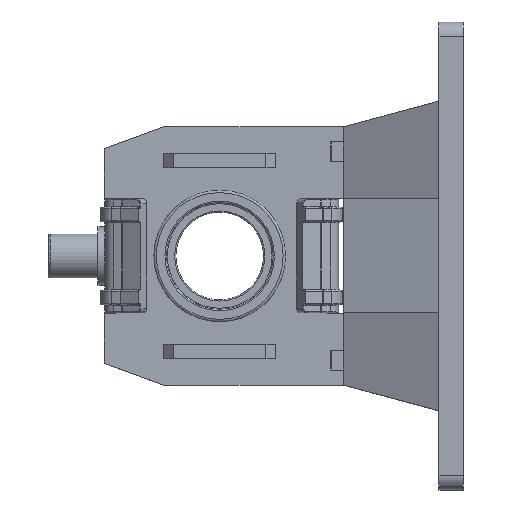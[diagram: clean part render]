
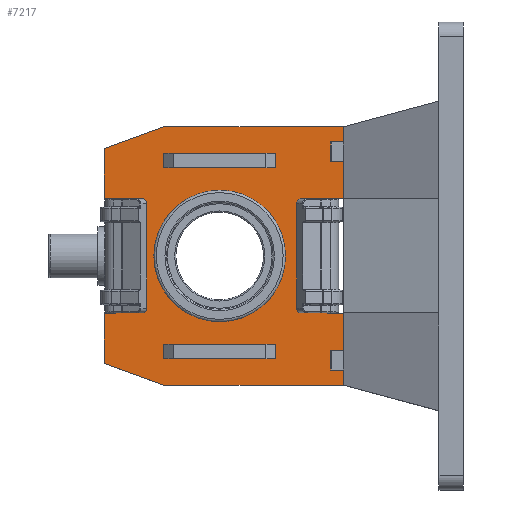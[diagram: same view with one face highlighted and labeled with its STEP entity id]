
A CAD part, top view. The second image highlights one B-rep face of the part: STEP entity #7217.
In plain terms, the highlighted planar face has unit normal (0, 0, 1).
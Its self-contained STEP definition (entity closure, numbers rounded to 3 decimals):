
#201=LINE('',#11366,#813);
#202=LINE('',#11368,#814);
#203=LINE('',#11370,#815);
#204=LINE('',#11372,#816);
#205=LINE('',#11374,#817);
#206=LINE('',#11376,#818);
#207=LINE('',#11378,#819);
#208=LINE('',#11380,#820);
#209=LINE('',#11382,#821);
#210=LINE('',#11384,#822);
#211=LINE('',#11386,#823);
#212=LINE('',#11388,#824);
#213=LINE('',#11390,#825);
#214=LINE('',#11392,#826);
#215=LINE('',#11394,#827);
#216=LINE('',#11396,#828);
#217=LINE('',#11398,#829);
#218=LINE('',#11400,#830);
#219=LINE('',#11402,#831);
#220=LINE('',#11404,#832);
#221=LINE('',#11406,#833);
#222=LINE('',#11408,#834);
#223=LINE('',#11410,#835);
#224=LINE('',#11412,#836);
#225=LINE('',#11414,#837);
#226=LINE('',#11415,#838);
#227=LINE('',#11418,#839);
#228=LINE('',#11420,#840);
#229=LINE('',#11422,#841);
#230=LINE('',#11423,#842);
#231=LINE('',#11426,#843);
#232=LINE('',#11428,#844);
#233=LINE('',#11430,#845);
#234=LINE('',#11431,#846);
#813=VECTOR('',#8793,1000.);
#814=VECTOR('',#8794,1000.);
#815=VECTOR('',#8795,1000.);
#816=VECTOR('',#8796,1000.);
#817=VECTOR('',#8797,1000.);
#818=VECTOR('',#8798,1000.);
#819=VECTOR('',#8799,1000.);
#820=VECTOR('',#8800,1000.);
#821=VECTOR('',#8801,1000.);
#822=VECTOR('',#8802,1000.);
#823=VECTOR('',#8803,1000.);
#824=VECTOR('',#8804,1000.);
#825=VECTOR('',#8805,1000.);
#826=VECTOR('',#8806,1000.);
#827=VECTOR('',#8807,1000.);
#828=VECTOR('',#8808,1000.);
#829=VECTOR('',#8809,1000.);
#830=VECTOR('',#8810,1000.);
#831=VECTOR('',#8811,1000.);
#832=VECTOR('',#8812,1000.);
#833=VECTOR('',#8813,1000.);
#834=VECTOR('',#8814,1000.);
#835=VECTOR('',#8815,1000.);
#836=VECTOR('',#8816,1000.);
#837=VECTOR('',#8817,1000.);
#838=VECTOR('',#8818,1000.);
#839=VECTOR('',#8819,1000.);
#840=VECTOR('',#8820,1000.);
#841=VECTOR('',#8821,1000.);
#842=VECTOR('',#8822,1000.);
#843=VECTOR('',#8823,1000.);
#844=VECTOR('',#8824,1000.);
#845=VECTOR('',#8825,1000.);
#846=VECTOR('',#8826,1000.);
#1392=PLANE('',#7779);
#1572=FACE_BOUND('',#2089,.T.);
#1573=FACE_BOUND('',#2090,.T.);
#1574=FACE_BOUND('',#2091,.T.);
#1611=FACE_OUTER_BOUND('',#2088,.T.);
#2088=EDGE_LOOP('',(#4871,#4872,#4873,#4874,#4875,#4876,#4877,#4878,#4879,
#4880,#4881,#4882,#4883,#4884,#4885,#4886,#4887,#4888,#4889,#4890,#4891,
#4892,#4893,#4894,#4895,#4896));
#2089=EDGE_LOOP('',(#4897,#4898,#4899,#4900));
#2090=EDGE_LOOP('',(#4901));
#2091=EDGE_LOOP('',(#4902,#4903,#4904,#4905));
#2593=CIRCLE('',#7774,11.386);
#3069=VERTEX_POINT('',#11287);
#3106=VERTEX_POINT('',#11364);
#3107=VERTEX_POINT('',#11365);
#3108=VERTEX_POINT('',#11367);
#3109=VERTEX_POINT('',#11369);
#3110=VERTEX_POINT('',#11371);
#3111=VERTEX_POINT('',#11373);
#3112=VERTEX_POINT('',#11375);
#3113=VERTEX_POINT('',#11377);
#3114=VERTEX_POINT('',#11379);
#3115=VERTEX_POINT('',#11381);
#3116=VERTEX_POINT('',#11383);
#3117=VERTEX_POINT('',#11385);
#3118=VERTEX_POINT('',#11387);
#3119=VERTEX_POINT('',#11389);
#3120=VERTEX_POINT('',#11391);
#3121=VERTEX_POINT('',#11393);
#3122=VERTEX_POINT('',#11395);
#3123=VERTEX_POINT('',#11397);
#3124=VERTEX_POINT('',#11399);
#3125=VERTEX_POINT('',#11401);
#3126=VERTEX_POINT('',#11403);
#3127=VERTEX_POINT('',#11405);
#3128=VERTEX_POINT('',#11407);
#3129=VERTEX_POINT('',#11409);
#3130=VERTEX_POINT('',#11411);
#3131=VERTEX_POINT('',#11413);
#3132=VERTEX_POINT('',#11416);
#3133=VERTEX_POINT('',#11417);
#3134=VERTEX_POINT('',#11419);
#3135=VERTEX_POINT('',#11421);
#3136=VERTEX_POINT('',#11424);
#3137=VERTEX_POINT('',#11425);
#3138=VERTEX_POINT('',#11427);
#3139=VERTEX_POINT('',#11429);
#3737=EDGE_CURVE('',#3069,#3069,#2593,.T.);
#3774=EDGE_CURVE('',#3106,#3107,#201,.T.);
#3775=EDGE_CURVE('',#3108,#3107,#202,.T.);
#3776=EDGE_CURVE('',#3109,#3108,#203,.T.);
#3777=EDGE_CURVE('',#3110,#3109,#204,.T.);
#3778=EDGE_CURVE('',#3110,#3111,#205,.T.);
#3779=EDGE_CURVE('',#3111,#3112,#206,.T.);
#3780=EDGE_CURVE('',#3113,#3112,#207,.T.);
#3781=EDGE_CURVE('',#3114,#3113,#208,.T.);
#3782=EDGE_CURVE('',#3115,#3114,#209,.T.);
#3783=EDGE_CURVE('',#3115,#3116,#210,.T.);
#3784=EDGE_CURVE('',#3116,#3117,#211,.T.);
#3785=EDGE_CURVE('',#3117,#3118,#212,.T.);
#3786=EDGE_CURVE('',#3118,#3119,#213,.T.);
#3787=EDGE_CURVE('',#3119,#3120,#214,.T.);
#3788=EDGE_CURVE('',#3121,#3120,#215,.T.);
#3789=EDGE_CURVE('',#3122,#3121,#216,.T.);
#3790=EDGE_CURVE('',#3123,#3122,#217,.T.);
#3791=EDGE_CURVE('',#3123,#3124,#218,.T.);
#3792=EDGE_CURVE('',#3124,#3125,#219,.T.);
#3793=EDGE_CURVE('',#3125,#3126,#220,.T.);
#3794=EDGE_CURVE('',#3126,#3127,#221,.T.);
#3795=EDGE_CURVE('',#3127,#3128,#222,.T.);
#3796=EDGE_CURVE('',#3128,#3129,#223,.T.);
#3797=EDGE_CURVE('',#3129,#3130,#224,.T.);
#3798=EDGE_CURVE('',#3130,#3131,#225,.T.);
#3799=EDGE_CURVE('',#3131,#3106,#226,.T.);
#3800=EDGE_CURVE('',#3132,#3133,#227,.T.);
#3801=EDGE_CURVE('',#3133,#3134,#228,.T.);
#3802=EDGE_CURVE('',#3135,#3134,#229,.T.);
#3803=EDGE_CURVE('',#3135,#3132,#230,.T.);
#3804=EDGE_CURVE('',#3136,#3137,#231,.T.);
#3805=EDGE_CURVE('',#3138,#3137,#232,.T.);
#3806=EDGE_CURVE('',#3138,#3139,#233,.T.);
#3807=EDGE_CURVE('',#3139,#3136,#234,.T.);
#4871=ORIENTED_EDGE('',*,*,#3774,.T.);
#4872=ORIENTED_EDGE('',*,*,#3775,.F.);
#4873=ORIENTED_EDGE('',*,*,#3776,.F.);
#4874=ORIENTED_EDGE('',*,*,#3777,.F.);
#4875=ORIENTED_EDGE('',*,*,#3778,.T.);
#4876=ORIENTED_EDGE('',*,*,#3779,.T.);
#4877=ORIENTED_EDGE('',*,*,#3780,.F.);
#4878=ORIENTED_EDGE('',*,*,#3781,.F.);
#4879=ORIENTED_EDGE('',*,*,#3782,.F.);
#4880=ORIENTED_EDGE('',*,*,#3783,.T.);
#4881=ORIENTED_EDGE('',*,*,#3784,.T.);
#4882=ORIENTED_EDGE('',*,*,#3785,.T.);
#4883=ORIENTED_EDGE('',*,*,#3786,.T.);
#4884=ORIENTED_EDGE('',*,*,#3787,.T.);
#4885=ORIENTED_EDGE('',*,*,#3788,.F.);
#4886=ORIENTED_EDGE('',*,*,#3789,.F.);
#4887=ORIENTED_EDGE('',*,*,#3790,.F.);
#4888=ORIENTED_EDGE('',*,*,#3791,.T.);
#4889=ORIENTED_EDGE('',*,*,#3792,.T.);
#4890=ORIENTED_EDGE('',*,*,#3793,.T.);
#4891=ORIENTED_EDGE('',*,*,#3794,.T.);
#4892=ORIENTED_EDGE('',*,*,#3795,.T.);
#4893=ORIENTED_EDGE('',*,*,#3796,.T.);
#4894=ORIENTED_EDGE('',*,*,#3797,.T.);
#4895=ORIENTED_EDGE('',*,*,#3798,.T.);
#4896=ORIENTED_EDGE('',*,*,#3799,.T.);
#4897=ORIENTED_EDGE('',*,*,#3800,.T.);
#4898=ORIENTED_EDGE('',*,*,#3801,.T.);
#4899=ORIENTED_EDGE('',*,*,#3802,.F.);
#4900=ORIENTED_EDGE('',*,*,#3803,.T.);
#4901=ORIENTED_EDGE('',*,*,#3737,.F.);
#4902=ORIENTED_EDGE('',*,*,#3804,.T.);
#4903=ORIENTED_EDGE('',*,*,#3805,.F.);
#4904=ORIENTED_EDGE('',*,*,#3806,.T.);
#4905=ORIENTED_EDGE('',*,*,#3807,.T.);
#7217=ADVANCED_FACE('',(#1611,#1572,#1573,#1574),#1392,.F.);
#7774=AXIS2_PLACEMENT_3D('',#11288,#8747,#8748);
#7779=AXIS2_PLACEMENT_3D('',#11363,#8791,#8792);
#8747=DIRECTION('center_axis',(0.,0.,1.));
#8748=DIRECTION('ref_axis',(1.,0.,0.));
#8791=DIRECTION('center_axis',(0.,0.,-1.));
#8792=DIRECTION('ref_axis',(-1.,0.,0.));
#8793=DIRECTION('',(0.,1.,0.));
#8794=DIRECTION('',(1.,0.,0.));
#8795=DIRECTION('',(0.,-1.,0.));
#8796=DIRECTION('',(-1.,0.,0.));
#8797=DIRECTION('',(0.,1.,0.));
#8798=DIRECTION('',(-0.707,0.707,0.));
#8799=DIRECTION('',(1.,0.,0.));
#8800=DIRECTION('',(0.,-1.,0.));
#8801=DIRECTION('',(-1.,0.,0.));
#8802=DIRECTION('',(0.707,0.707,0.));
#8803=DIRECTION('',(0.,1.,0.));
#8804=DIRECTION('',(-1.,0.,0.));
#8805=DIRECTION('',(-0.94,-0.342,0.));
#8806=DIRECTION('',(0.,-1.,0.));
#8807=DIRECTION('',(-1.,0.,0.));
#8808=DIRECTION('',(0.,1.,0.));
#8809=DIRECTION('',(1.,0.,0.));
#8810=DIRECTION('',(0.,-1.,0.));
#8811=DIRECTION('',(0.94,-0.342,0.));
#8812=DIRECTION('',(1.,0.,0.));
#8813=DIRECTION('',(0.,1.,0.));
#8814=DIRECTION('',(-0.707,0.707,0.));
#8815=DIRECTION('',(-1.,0.,0.));
#8816=DIRECTION('',(0.,1.,0.));
#8817=DIRECTION('',(1.,0.,0.));
#8818=DIRECTION('',(0.707,0.707,0.));
#8819=DIRECTION('',(-1.,0.,0.));
#8820=DIRECTION('',(0.,1.,0.));
#8821=DIRECTION('',(-1.,0.,0.));
#8822=DIRECTION('',(0.,-1.,0.));
#8823=DIRECTION('',(0.,-1.,0.));
#8824=DIRECTION('',(1.,0.,0.));
#8825=DIRECTION('',(0.,1.,0.));
#8826=DIRECTION('',(1.,0.,0.));
#11287=CARTESIAN_POINT('',(11.386,0.,2.6));
#11288=CARTESIAN_POINT('Origin',(0.,0.,2.6));
#11363=CARTESIAN_POINT('Origin',(25.4,26.5,2.6));
#11364=CARTESIAN_POINT('',(25.4,-19.1,2.6));
#11365=CARTESIAN_POINT('',(25.4,-11.8,2.6));
#11366=CARTESIAN_POINT('',(25.4,-26.5,2.6));
#11367=CARTESIAN_POINT('',(22.1,-11.8,2.6));
#11368=CARTESIAN_POINT('',(25.4,-11.8,2.6));
#11369=CARTESIAN_POINT('',(22.1,11.8,2.6));
#11370=CARTESIAN_POINT('',(22.1,11.8,2.6));
#11371=CARTESIAN_POINT('',(25.4,11.8,2.6));
#11372=CARTESIAN_POINT('',(25.4,11.8,2.6));
#11373=CARTESIAN_POINT('',(25.4,19.1,2.6));
#11374=CARTESIAN_POINT('',(25.4,-26.5,2.6));
#11375=CARTESIAN_POINT('',(25.1,19.4,2.6));
#11376=CARTESIAN_POINT('',(25.4,19.1,2.6));
#11377=CARTESIAN_POINT('',(22.8,19.4,2.6));
#11378=CARTESIAN_POINT('',(25.4,19.4,2.6));
#11379=CARTESIAN_POINT('',(22.8,23.4,2.6));
#11380=CARTESIAN_POINT('',(22.8,23.4,2.6));
#11381=CARTESIAN_POINT('',(25.1,23.4,2.6));
#11382=CARTESIAN_POINT('',(25.4,23.4,2.6));
#11383=CARTESIAN_POINT('',(25.4,23.7,2.6));
#11384=CARTESIAN_POINT('',(25.1,23.4,2.6));
#11385=CARTESIAN_POINT('',(25.4,26.5,2.6));
#11386=CARTESIAN_POINT('',(25.4,-26.5,2.6));
#11387=CARTESIAN_POINT('',(-11.5,26.5,2.6));
#11388=CARTESIAN_POINT('',(-23.7,26.5,2.6));
#11389=CARTESIAN_POINT('',(-23.7,22.06,2.6));
#11390=CARTESIAN_POINT('',(-23.7,22.06,2.6));
#11391=CARTESIAN_POINT('',(-23.7,11.8,2.6));
#11392=CARTESIAN_POINT('',(-23.7,-26.5,2.6));
#11393=CARTESIAN_POINT('',(-21.3,11.8,2.6));
#11394=CARTESIAN_POINT('',(-23.7,11.8,2.6));
#11395=CARTESIAN_POINT('',(-21.3,-11.8,2.6));
#11396=CARTESIAN_POINT('',(-21.3,11.8,2.6));
#11397=CARTESIAN_POINT('',(-23.7,-11.8,2.6));
#11398=CARTESIAN_POINT('',(-23.7,-11.8,2.6));
#11399=CARTESIAN_POINT('',(-23.7,-22.06,2.6));
#11400=CARTESIAN_POINT('',(-23.7,-26.5,2.6));
#11401=CARTESIAN_POINT('',(-11.5,-26.5,2.6));
#11402=CARTESIAN_POINT('',(-11.5,-26.5,2.6));
#11403=CARTESIAN_POINT('',(25.4,-26.5,2.6));
#11404=CARTESIAN_POINT('',(-23.7,-26.5,2.6));
#11405=CARTESIAN_POINT('',(25.4,-23.7,2.6));
#11406=CARTESIAN_POINT('',(25.4,-26.5,2.6));
#11407=CARTESIAN_POINT('',(25.1,-23.4,2.6));
#11408=CARTESIAN_POINT('',(25.4,-23.7,2.6));
#11409=CARTESIAN_POINT('',(22.8,-23.4,2.6));
#11410=CARTESIAN_POINT('',(25.4,-23.4,2.6));
#11411=CARTESIAN_POINT('',(22.8,-19.4,2.6));
#11412=CARTESIAN_POINT('',(22.8,-23.4,2.6));
#11413=CARTESIAN_POINT('',(25.1,-19.4,2.6));
#11414=CARTESIAN_POINT('',(25.4,-19.4,2.6));
#11415=CARTESIAN_POINT('',(25.1,-19.4,2.6));
#11416=CARTESIAN_POINT('',(11.5,-21.1,2.6));
#11417=CARTESIAN_POINT('',(-11.5,-21.1,2.6));
#11418=CARTESIAN_POINT('',(25.4,-21.1,2.6));
#11419=CARTESIAN_POINT('',(-11.5,-18.1,2.6));
#11420=CARTESIAN_POINT('',(-11.5,-18.1,2.6));
#11421=CARTESIAN_POINT('',(11.5,-18.1,2.6));
#11422=CARTESIAN_POINT('',(25.4,-18.1,2.6));
#11423=CARTESIAN_POINT('',(11.5,-21.1,2.6));
#11424=CARTESIAN_POINT('',(11.5,21.1,2.6));
#11425=CARTESIAN_POINT('',(11.5,18.1,2.6));
#11426=CARTESIAN_POINT('',(11.5,26.5,2.6));
#11427=CARTESIAN_POINT('',(-11.5,18.1,2.6));
#11428=CARTESIAN_POINT('',(25.4,18.1,2.6));
#11429=CARTESIAN_POINT('',(-11.5,21.1,2.6));
#11430=CARTESIAN_POINT('',(-11.5,26.5,2.6));
#11431=CARTESIAN_POINT('',(25.4,21.1,2.6));
